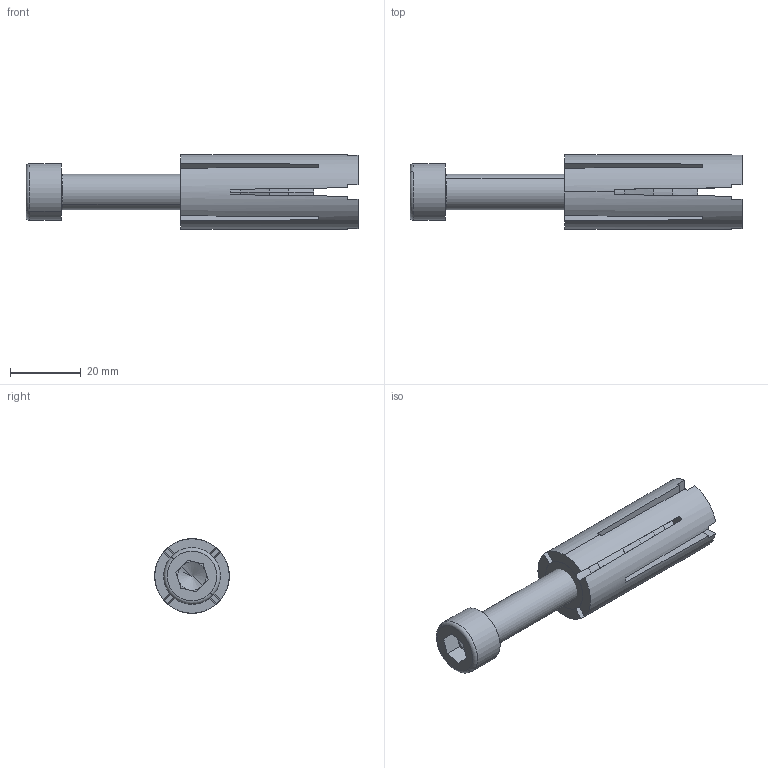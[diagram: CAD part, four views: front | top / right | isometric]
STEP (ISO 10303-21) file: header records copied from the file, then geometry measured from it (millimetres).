
FILE_DESCRIPTION (( 'STEP AP214' ), '1' );
FILE_NAME ('0038252.step', '2022-12-12T13:20:22', ( '' ), ( '' ), 'SwSTEP 2.0', 'SolidWorks 2020', '' );
FILE_SCHEMA (( 'AUTOMOTIVE_DESIGN' ));
Length unit declared in the file: millimetre
Products named in the file (1): 0038252
Bounding box: 93.56 x 21 x 21 mm (x, y, z)
Volume: 17674.2 mm3; surface area: 12923.7 mm2
Topology: 3 solids, 3 shells, 133 faces, 378 edges, 242 vertices
Faces by surface type: plane 74, cylinder 35, cone 20, torus 4
Entity records: 5950 total; most frequent: CARTESIAN_POINT 1124, ORIENTED_EDGE 752, DIRECTION 665, EDGE_CURVE 376, AXIS2_PLACEMENT_3D 263, VERTEX_POINT 242, LINE 139, VECTOR 139
